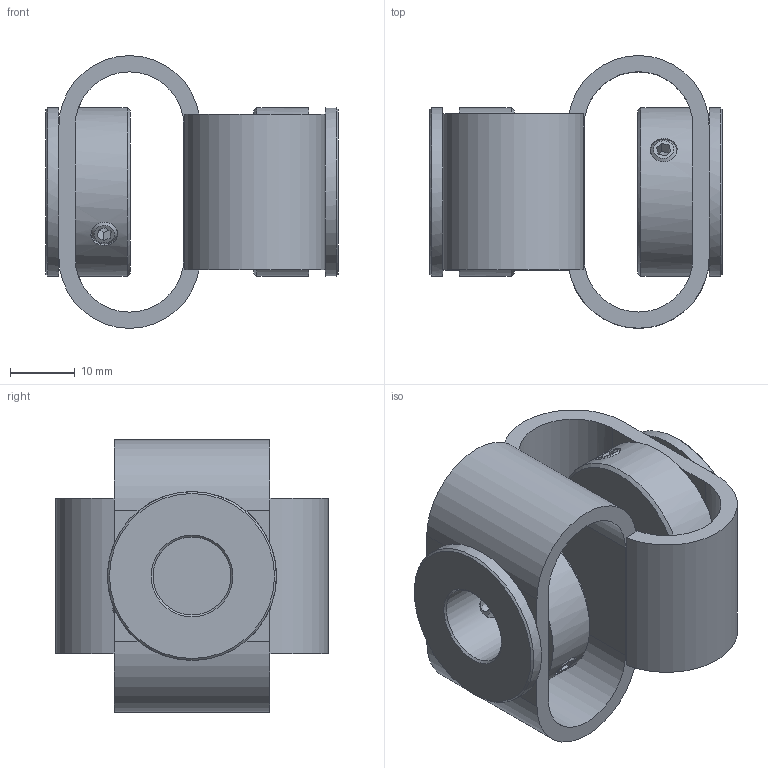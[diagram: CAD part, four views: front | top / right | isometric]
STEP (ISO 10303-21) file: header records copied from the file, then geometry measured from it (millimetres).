
FILE_DESCRIPTION((''),'2;1');
FILE_NAME('DKPS 4848 10 12.stp','2012-08-22T13:19:49',('t006'),(''),'Autodesk Inventor 10','Autodesk Inventor 10','');
FILE_SCHEMA(('AUTOMOTIVE_DESIGN { 1 0 10303 214 1 1 1 1 }'));
Length unit declared in the file: millimetre
Products named in the file (1): DKPS 4848 10 12
Bounding box: 45 x 42 x 42 mm (x, y, z)
Volume: 19104.6 mm3; surface area: 13433.4 mm2
Topology: 5 solids, 5 shells, 129 faces, 291 edges, 168 vertices
Faces by surface type: plane 82, cylinder 24, cone 23
Full cylindrical faces by diameter (mm): 4 x4, 4.134 x4, 10 x1, 12 x1, 18 x2, 26 x4
Entity records: 3749 total; most frequent: CARTESIAN_POINT 1062, DIRECTION 574, ORIENTED_EDGE 470, EDGE_CURVE 235, AXIS2_PLACEMENT_3D 225, EDGE_LOOP 188, VERTEX_POINT 151, FACE_OUTER_BOUND 129
